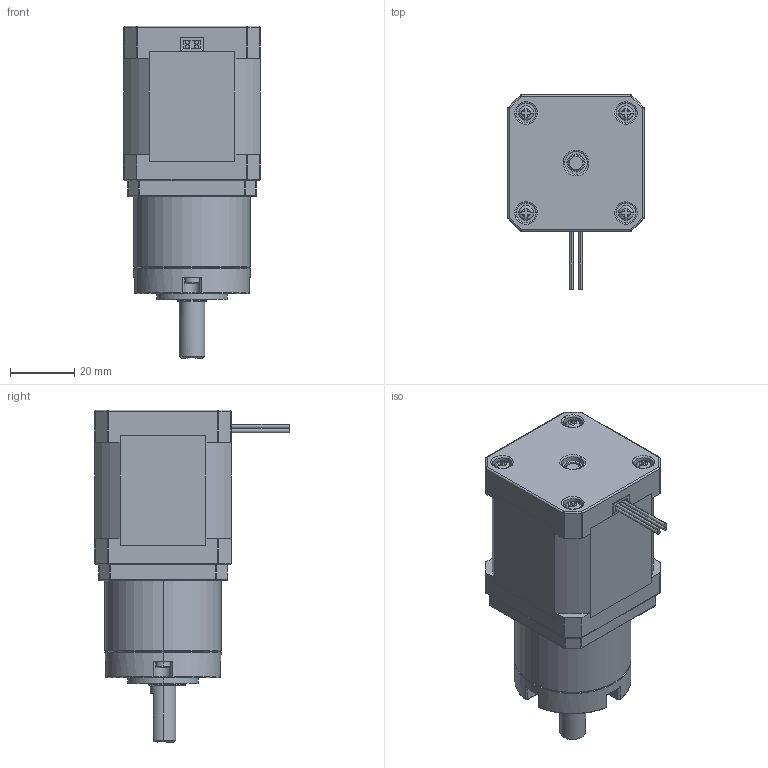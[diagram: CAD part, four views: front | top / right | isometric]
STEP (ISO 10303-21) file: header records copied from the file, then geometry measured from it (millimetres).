
FILE_DESCRIPTION (( 'STEP AP214' ), '1' );
FILE_NAME ('17HS19-1684S-PG14.STEP', '2018-03-08T03:17:46', ( '' ), ( '' ), 'SwSTEP 2.0', 'SolidWorks 2014', '' );
FILE_SCHEMA (( 'AUTOMOTIVE_DESIGN' ));
Length unit declared in the file: millimetre
Products named in the file (1): 17HS19-1684S-PG14
Bounding box: 42.32 x 60.31 x 103 mm (x, y, z)
Volume: 121373.3 mm3; surface area: 17544.4 mm2
Topology: 1 solids, 1 shells, 539 faces, 1349 edges, 838 vertices
Faces by surface type: plane 254, cylinder 177, bspline 91, cone 17
Entity records: 26299 total; most frequent: CARTESIAN_POINT 8208, ORIENTED_EDGE 2652, DIRECTION 2347, EDGE_CURVE 1326, VERTEX_POINT 838, AXIS2_PLACEMENT_3D 825, LINE 697, VECTOR 697
